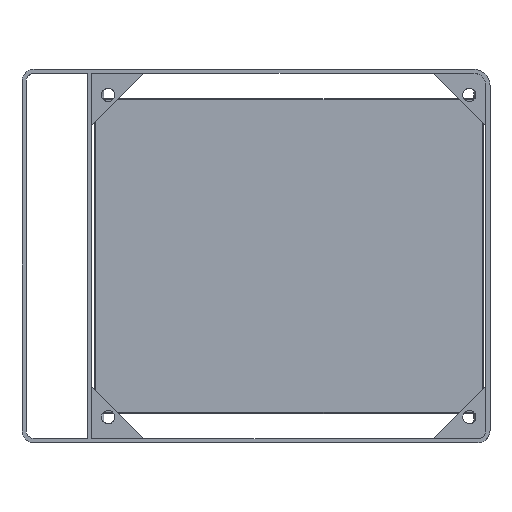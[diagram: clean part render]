
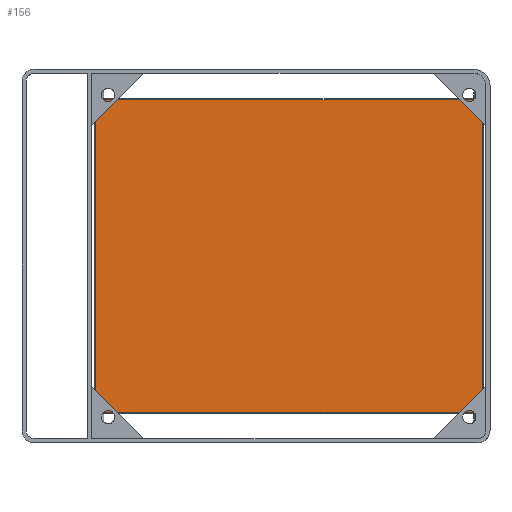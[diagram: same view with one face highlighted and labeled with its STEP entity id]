
A CAD part, top view. The second image highlights one B-rep face of the part: STEP entity #156.
In plain terms, the highlighted free-form (B-spline) face has degree [1, 1] with [2, 2] control points.
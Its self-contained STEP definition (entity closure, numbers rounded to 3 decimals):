
#55=B_SPLINE_SURFACE_WITH_KNOTS('',1,1,((#5775,#5776),(#5777,#5778)),
 .UNSPECIFIED.,.F.,.F.,.F.,(2,2),(2,2),(-330.51,230.01),(3.74,456.26),
 .UNSPECIFIED.);
#59=B_SPLINE_SURFACE_WITH_KNOTS('',1,1,((#5791,#5792),(#5793,#5794)),
 .UNSPECIFIED.,.F.,.F.,.F.,(2,2),(2,2),(-0.297,2.418),
(38.84,493.16),.UNSPECIFIED.);
#62=B_SPLINE_SURFACE_WITH_KNOTS('',1,1,((#5803,#5804),(#5805,#5806)),
 .UNSPECIFIED.,.F.,.F.,.F.,(2,2),(2,2),(47.84,610.16),(-0.297,
2.418),.UNSPECIFIED.);
#67=B_SPLINE_SURFACE_WITH_KNOTS('',1,1,((#5823,#5824),(#5825,#5826)),
 .UNSPECIFIED.,.F.,.F.,.F.,(2,2),(2,2),(47.84,610.16),(-0.297,
2.418),.UNSPECIFIED.);
#70=B_SPLINE_SURFACE_WITH_KNOTS('',1,1,((#5835,#5836),(#5837,#5838)),
 .UNSPECIFIED.,.F.,.F.,.F.,(2,2),(2,2),(38.84,493.16),(-0.297,
2.418),.UNSPECIFIED.);
#156=ADVANCED_FACE('',(#242),#55,.T.);
#242=FACE_OUTER_BOUND('',#340,.T.);
#340=EDGE_LOOP('',(#706,#707,#708,#709));
#706=ORIENTED_EDGE('',*,*,#2652,.T.);
#707=ORIENTED_EDGE('',*,*,#2653,.T.);
#708=ORIENTED_EDGE('',*,*,#2654,.T.);
#709=ORIENTED_EDGE('',*,*,#2655,.T.);
#1150=PCURVE('',#55,#1594);
#1151=PCURVE('',#55,#1595);
#1152=PCURVE('',#55,#1596);
#1153=PCURVE('',#55,#1597);
#1169=PCURVE('',#59,#1613);
#1189=PCURVE('',#62,#1633);
#1213=PCURVE('',#67,#1657);
#1231=PCURVE('',#70,#1675);
#1594=DEFINITIONAL_REPRESENTATION('',(#2097),#6169);
#1595=DEFINITIONAL_REPRESENTATION('',(#2099),#6169);
#1596=DEFINITIONAL_REPRESENTATION('',(#2101),#6169);
#1597=DEFINITIONAL_REPRESENTATION('',(#2103),#6169);
#1613=DEFINITIONAL_REPRESENTATION('',(#2133),#6169);
#1633=DEFINITIONAL_REPRESENTATION('',(#2162),#6169);
#1657=DEFINITIONAL_REPRESENTATION('',(#2199),#6169);
#1675=DEFINITIONAL_REPRESENTATION('',(#2223),#6169);
#2096=B_SPLINE_CURVE_WITH_KNOTS('',1,(#5879,#5880),.UNSPECIFIED.,.F.,.F.,
(2,2),(-377.,0.),.UNSPECIFIED.);
#2097=B_SPLINE_CURVE_WITH_KNOTS('',1,(#5881,#5882),.UNSPECIFIED.,.F.,.F.,
(2,2),(-377.,0.),.UNSPECIFIED.);
#2098=B_SPLINE_CURVE_WITH_KNOTS('',1,(#5883,#5884),.UNSPECIFIED.,.F.,.F.,
(2,2),(0.,467.),.UNSPECIFIED.);
#2099=B_SPLINE_CURVE_WITH_KNOTS('',1,(#5885,#5886),.UNSPECIFIED.,.F.,.F.,
(2,2),(0.,467.),.UNSPECIFIED.);
#2100=B_SPLINE_CURVE_WITH_KNOTS('',1,(#5887,#5888),.UNSPECIFIED.,.F.,.F.,
(2,2),(0.,377.),.UNSPECIFIED.);
#2101=B_SPLINE_CURVE_WITH_KNOTS('',1,(#5889,#5890),.UNSPECIFIED.,.F.,.F.,
(2,2),(0.,377.),.UNSPECIFIED.);
#2102=B_SPLINE_CURVE_WITH_KNOTS('',1,(#5891,#5892),.UNSPECIFIED.,.F.,.F.,
(2,2),(0.,467.),.UNSPECIFIED.);
#2103=B_SPLINE_CURVE_WITH_KNOTS('',1,(#5893,#5894),.UNSPECIFIED.,.F.,.F.,
(2,2),(0.,467.),.UNSPECIFIED.);
#2133=B_SPLINE_CURVE_WITH_KNOTS('',1,(#5953,#5954),.UNSPECIFIED.,.F.,.F.,
(2,2),(-377.,0.),.UNSPECIFIED.);
#2162=B_SPLINE_CURVE_WITH_KNOTS('',1,(#6011,#6012),.UNSPECIFIED.,.F.,.F.,
(2,2),(0.,467.),.UNSPECIFIED.);
#2199=B_SPLINE_CURVE_WITH_KNOTS('',1,(#6085,#6086),.UNSPECIFIED.,.F.,.F.,
(2,2),(0.,467.),.UNSPECIFIED.);
#2223=B_SPLINE_CURVE_WITH_KNOTS('',1,(#6133,#6134),.UNSPECIFIED.,.F.,.F.,
(2,2),(0.,377.),.UNSPECIFIED.);
#2422=SURFACE_CURVE('',#2096,(#1150,#1169),.PCURVE_S1.);
#2423=SURFACE_CURVE('',#2098,(#1151,#1213),.PCURVE_S1.);
#2424=SURFACE_CURVE('',#2100,(#1152,#1231),.PCURVE_S1.);
#2425=SURFACE_CURVE('',#2102,(#1153,#1189),.PCURVE_S1.);
#2652=EDGE_CURVE('',#2940,#2941,#2422,.T.);
#2653=EDGE_CURVE('',#2941,#2942,#2423,.T.);
#2654=EDGE_CURVE('',#2942,#2943,#2424,.T.);
#2655=EDGE_CURVE('',#2943,#2940,#2425,.T.);
#2940=VERTEX_POINT('',#5847);
#2941=VERTEX_POINT('',#5848);
#2942=VERTEX_POINT('',#5849);
#2943=VERTEX_POINT('',#5850);
#5775=CARTESIAN_POINT('',(309.51,229.535,-187.542));
#5776=CARTESIAN_POINT('',(309.51,-222.985,-187.542));
#5777=CARTESIAN_POINT('',(-251.01,229.535,-187.542));
#5778=CARTESIAN_POINT('',(-251.01,-222.985,-187.542));
#5791=CARTESIAN_POINT('',(264.46,230.435,-189.252));
#5792=CARTESIAN_POINT('',(264.46,-223.885,-189.252));
#5793=CARTESIAN_POINT('',(262.54,230.435,-187.332));
#5794=CARTESIAN_POINT('',(262.54,-223.885,-187.332));
#5803=CARTESIAN_POINT('',(-251.91,-186.935,-189.252));
#5804=CARTESIAN_POINT('',(-251.91,-185.015,-187.332));
#5805=CARTESIAN_POINT('',(310.41,-186.935,-189.252));
#5806=CARTESIAN_POINT('',(310.41,-185.015,-187.332));
#5823=CARTESIAN_POINT('',(310.41,193.485,-189.252));
#5824=CARTESIAN_POINT('',(310.41,191.565,-187.332));
#5825=CARTESIAN_POINT('',(-251.91,193.485,-189.252));
#5826=CARTESIAN_POINT('',(-251.91,191.565,-187.332));
#5835=CARTESIAN_POINT('',(-205.96,230.435,-189.252));
#5836=CARTESIAN_POINT('',(-204.04,230.435,-187.332));
#5837=CARTESIAN_POINT('',(-205.96,-223.885,-189.252));
#5838=CARTESIAN_POINT('',(-204.04,-223.885,-187.332));
#5847=CARTESIAN_POINT('',(262.75,-185.225,-187.542));
#5848=CARTESIAN_POINT('',(262.75,191.775,-187.542));
#5849=CARTESIAN_POINT('',(-204.25,191.775,-187.542));
#5850=CARTESIAN_POINT('',(-204.25,-185.225,-187.542));
#5879=CARTESIAN_POINT('',(262.75,-185.225,-187.542));
#5880=CARTESIAN_POINT('',(262.75,191.775,-187.542));
#5881=CARTESIAN_POINT('',(-283.75,418.5));
#5882=CARTESIAN_POINT('',(-283.75,41.5));
#5883=CARTESIAN_POINT('',(262.75,191.775,-187.542));
#5884=CARTESIAN_POINT('',(-204.25,191.775,-187.542));
#5885=CARTESIAN_POINT('',(-283.75,41.5));
#5886=CARTESIAN_POINT('',(183.25,41.5));
#5887=CARTESIAN_POINT('',(-204.25,191.775,-187.542));
#5888=CARTESIAN_POINT('',(-204.25,-185.225,-187.542));
#5889=CARTESIAN_POINT('',(183.25,41.5));
#5890=CARTESIAN_POINT('',(183.25,418.5));
#5891=CARTESIAN_POINT('',(-204.25,-185.225,-187.542));
#5892=CARTESIAN_POINT('',(262.75,-185.225,-187.542));
#5893=CARTESIAN_POINT('',(183.25,418.5));
#5894=CARTESIAN_POINT('',(-283.75,418.5));
#5953=CARTESIAN_POINT('',(2.121,454.5));
#5954=CARTESIAN_POINT('',(2.121,77.5));
#6011=CARTESIAN_POINT('',(95.5,2.121));
#6012=CARTESIAN_POINT('',(562.5,2.121));
#6085=CARTESIAN_POINT('',(95.5,2.121));
#6086=CARTESIAN_POINT('',(562.5,2.121));
#6133=CARTESIAN_POINT('',(77.5,2.121));
#6134=CARTESIAN_POINT('',(454.5,2.121));
#6169=(
GEOMETRIC_REPRESENTATION_CONTEXT(2)
PARAMETRIC_REPRESENTATION_CONTEXT()
REPRESENTATION_CONTEXT('pspace','')
);
